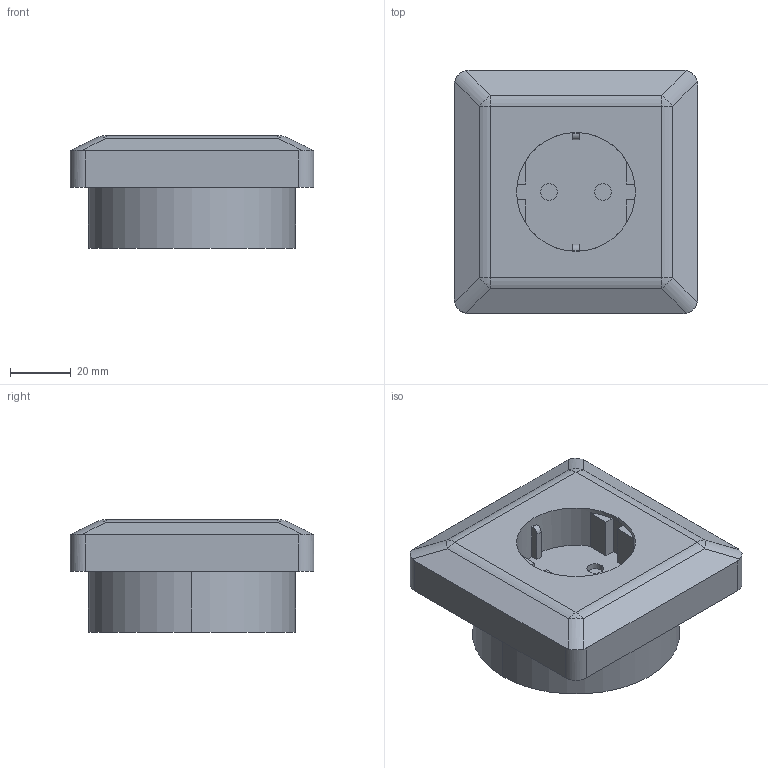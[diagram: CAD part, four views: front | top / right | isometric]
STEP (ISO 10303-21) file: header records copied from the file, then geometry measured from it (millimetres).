
FILE_DESCRIPTION (( 'STEP AP214' ), '1' );
FILE_NAME ('Schuko Steckdose.STEP', '2025-05-24T09:33:54', ( '' ), ( '' ), 'SwSTEP 2.0', 'SolidWorks 2024', '' );
FILE_SCHEMA (( 'AUTOMOTIVE_DESIGN' ));
Length unit declared in the file: millimetre
Products named in the file (1): Schuko Steckdose
Bounding box: 80 x 80 x 37 mm (x, y, z)
Volume: 156492.4 mm3; surface area: 23264 mm2
Topology: 1 solids, 1 shells, 68 faces, 170 edges, 108 vertices
Faces by surface type: plane 42, cylinder 22, sphere 4
Entity records: 2081 total; most frequent: CARTESIAN_POINT 423, DIRECTION 344, ORIENTED_EDGE 340, EDGE_CURVE 170, AXIS2_PLACEMENT_3D 117, VECTOR 110, LINE 110, VERTEX_POINT 108
